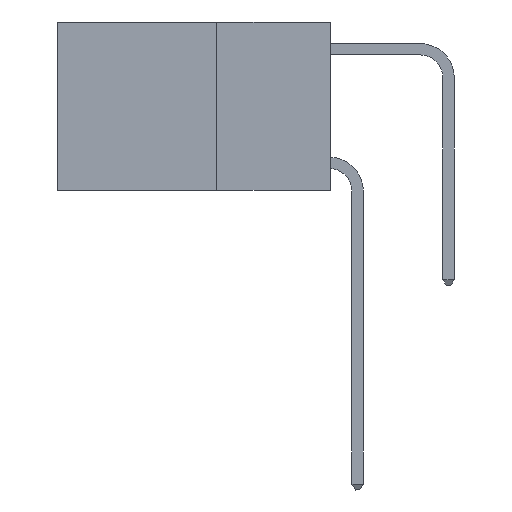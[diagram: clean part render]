
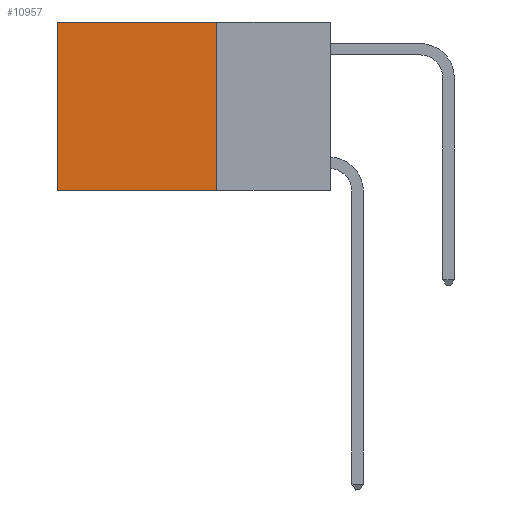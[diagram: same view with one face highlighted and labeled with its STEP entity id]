
A CAD part, left-side view. The second image highlights one B-rep face of the part: STEP entity #10957.
In plain terms, the highlighted planar face has unit normal (-1, 0, 0).
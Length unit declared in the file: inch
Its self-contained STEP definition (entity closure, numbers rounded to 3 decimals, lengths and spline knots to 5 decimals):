
#123 = CARTESIAN_POINT ( 'NONE',  ( 0.2625, 0.25, 0. ) ) ;
#317 = CARTESIAN_POINT ( 'NONE',  ( 0.2625, 0.6, 0. ) ) ;
#678 = CARTESIAN_POINT ( 'NONE',  ( 0.2625, 0.25, 0. ) ) ;
#1288 = CARTESIAN_POINT ( 'NONE',  ( 0.2625, 0.25, 0. ) ) ;
#1348 = VERTEX_POINT ( 'NONE', #2626 ) ;
#1398 = EDGE_CURVE ( 'NONE', #10501, #14095, #14655, .T. ) ;
#2061 = EDGE_CURVE ( 'NONE', #16105, #1348, #8822, .T. ) ;
#2149 = EDGE_LOOP ( 'NONE', ( #13635, #4184, #8651, #9110 ) ) ;
#2458 = FACE_OUTER_BOUND ( 'NONE', #2149, .T. ) ;
#2626 = CARTESIAN_POINT ( 'NONE',  ( 0.2625, 0.6, 0. ) ) ;
#3280 = EDGE_CURVE ( 'NONE', #1348, #14095, #18355, .T. ) ;
#3421 = DIRECTION ( 'NONE',  ( 0., 0., -1. ) ) ;
#4184 = ORIENTED_EDGE ( 'NONE', *, *, #1398, .F. ) ;
#5625 = CARTESIAN_POINT ( 'NONE',  ( 0.2625, 0.25, -0.37 ) ) ;
#5653 = VECTOR ( 'NONE', #16277, 39.37008 ) ;
#6393 = LINE ( 'NONE', #17132, #13053 ) ;
#7425 = DIRECTION ( 'NONE',  ( 0., 1., 0. ) ) ;
#8333 = EDGE_CURVE ( 'NONE', #16105, #10501, #6393, .T. ) ;
#8651 = ORIENTED_EDGE ( 'NONE', *, *, #8333, .F. ) ;
#8822 = LINE ( 'NONE', #1288, #14949 ) ;
#9110 = ORIENTED_EDGE ( 'NONE', *, *, #2061, .T. ) ;
#9590 = DIRECTION ( 'NONE',  ( 0., 0., -1. ) ) ;
#9791 = VECTOR ( 'NONE', #3421, 39.37008 ) ;
#10501 = VERTEX_POINT ( 'NONE', #13506 ) ;
#10957 = ADVANCED_FACE ( 'NONE', ( #2458 ), #11574, .F. ) ;
#11574 = PLANE ( 'NONE',  #19557 ) ;
#13053 = VECTOR ( 'NONE', #9590, 39.37008 ) ;
#13506 = CARTESIAN_POINT ( 'NONE',  ( 0.2625, 0.25, -0.37 ) ) ;
#13635 = ORIENTED_EDGE ( 'NONE', *, *, #3280, .T. ) ;
#14095 = VERTEX_POINT ( 'NONE', #19593 ) ;
#14655 = LINE ( 'NONE', #5625, #5653 ) ;
#14949 = VECTOR ( 'NONE', #7425, 39.37008 ) ;
#16105 = VERTEX_POINT ( 'NONE', #123 ) ;
#16277 = DIRECTION ( 'NONE',  ( 0., 1., 0. ) ) ;
#17132 = CARTESIAN_POINT ( 'NONE',  ( 0.2625, 0.25, 0. ) ) ;
#17418 = DIRECTION ( 'NONE',  ( 0., 0., -1. ) ) ;
#17607 = DIRECTION ( 'NONE',  ( 1., 0., 0. ) ) ;
#18355 = LINE ( 'NONE', #317, #9791 ) ;
#19557 = AXIS2_PLACEMENT_3D ( 'NONE', #678, #17607, #17418 ) ;
#19593 = CARTESIAN_POINT ( 'NONE',  ( 0.2625, 0.6, -0.37 ) ) ;
